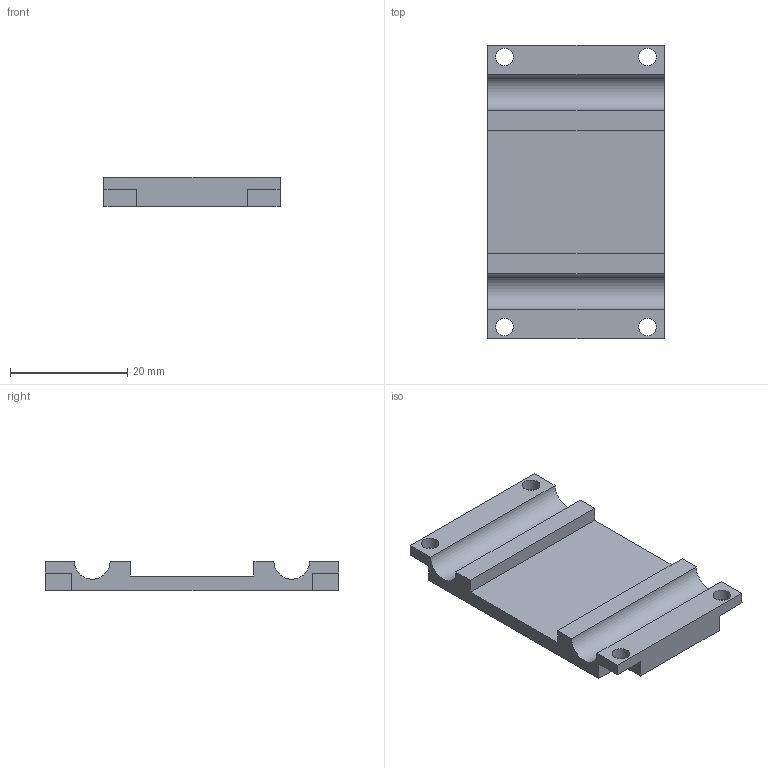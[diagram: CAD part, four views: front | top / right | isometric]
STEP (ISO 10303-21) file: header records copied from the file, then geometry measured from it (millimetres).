
FILE_DESCRIPTION(/* description */ (''),/* implementation_level */ '2;1');
FILE_NAME(/* name */ 'edge-spout-mount-caps.step',/* time_stamp */ '2025-07-29T13:26:57-04:00',/* author */ (''),/* organization */ (''),/* preprocessor_version */ 'ST-DEVELOPER v20.1',/* originating_system */ 'Autodesk Translation Framework v14.10.0.0',/* authorisation */ '');
FILE_SCHEMA (('AUTOMOTIVE_DESIGN { 1 0 10303 214 3 1 1 }'));
Length unit declared in the file: inch
Products named in the file (1): 2025-07-29-13-26-57-381
Bounding box: 30 x 50 x 5 mm (x, y, z)
Volume: 4595.8 mm3; surface area: 4175.6 mm2
Topology: 1 solids, 1 shells, 90 faces, 255 edges, 170 vertices
Faces by surface type: bspline 43, plane 41, cylinder 6
Full cylindrical faces by diameter (mm): 3.01 x4
Entity records: 3352 total; most frequent: CARTESIAN_POINT 1247, ORIENTED_EDGE 510, DIRECTION 277, EDGE_CURVE 255, VERTEX_POINT 170, LINE 157, VECTOR 157, EDGE_LOOP 101
